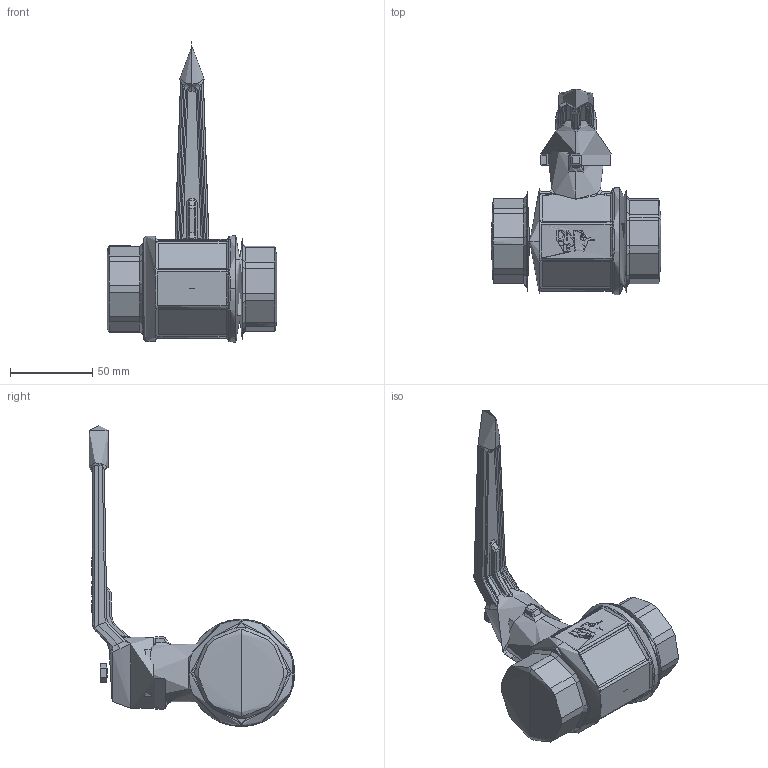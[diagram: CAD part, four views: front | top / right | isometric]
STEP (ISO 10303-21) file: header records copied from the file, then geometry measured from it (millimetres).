
FILE_DESCRIPTION (( 'STEP AP214' ), '1' );
FILE_NAME ('2351N207.STEP', '2021-03-08T12:06:47', ( '' ), ( '' ), 'SwSTEP 2.0', 'SolidWorks 2021', '' );
FILE_SCHEMA (( 'AUTOMOTIVE_DESIGN' ));
Length unit declared in the file: millimetre
Products named in the file (1): 2351N207
Bounding box: 103 x 124.5 x 182.49 mm (x, y, z)
Topology: 0 solids, 32 shells, 740 faces, 1932 edges, 1177 vertices
Faces by surface type: bspline 258, plane 230, cylinder 144, torus 49, cone 42, sphere 17
Entity records: 33769 total; most frequent: CARTESIAN_POINT 21330, ORIENTED_EDGE 3458, EDGE_CURVE 1864, B_SPLINE_CURVE_WITH_KNOTS 1703, VERTEX_POINT 1173, DIRECTION 954, EDGE_LOOP 757, ADVANCED_FACE 734
